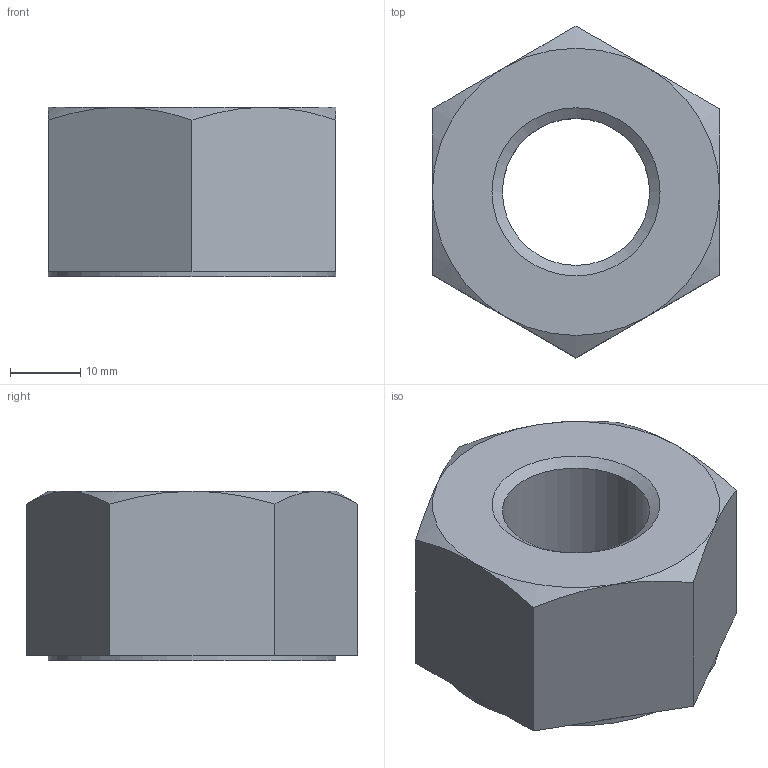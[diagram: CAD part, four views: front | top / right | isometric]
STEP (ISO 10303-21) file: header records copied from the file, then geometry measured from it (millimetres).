
FILE_DESCRIPTION (( 'STEP AP214' ), '1' );
FILE_NAME ('B18.2.4.6M - Heavy hex nut, M24 x 3 --W-N.STEP', '2025-02-18T17:59:35', ( '' ), ( '' ), 'SwSTEP 2.0', 'SolidWorks 2025', '' );
FILE_SCHEMA (( 'AUTOMOTIVE_DESIGN' ));
Length unit declared in the file: millimetre
Products named in the file (1): B18.2.4.6M - Heavy hex nut,  M24 x 3 --W-N_B18.2.4.6M - Heavy hex nut,  M24 x 3 --W-N
Bounding box: 41 x 47.34 x 24.2 mm (x, y, z)
Volume: 26553.2 mm3; surface area: 7082.1 mm2
Topology: 1 solids, 1 shells, 25 faces, 54 edges, 31 vertices
Faces by surface type: plane 14, cone 8, cylinder 3
Full cylindrical faces by diameter (mm): 21 x1, 24 x1, 41 x1
Entity records: 719 total; most frequent: CARTESIAN_POINT 188, DIRECTION 106, ORIENTED_EDGE 96, EDGE_CURVE 48, AXIS2_PLACEMENT_3D 44, EDGE_LOOP 32, VERTEX_POINT 30, FACE_OUTER_BOUND 28
